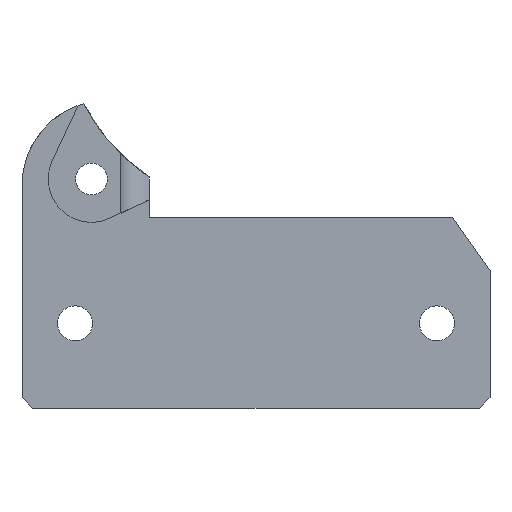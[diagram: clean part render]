
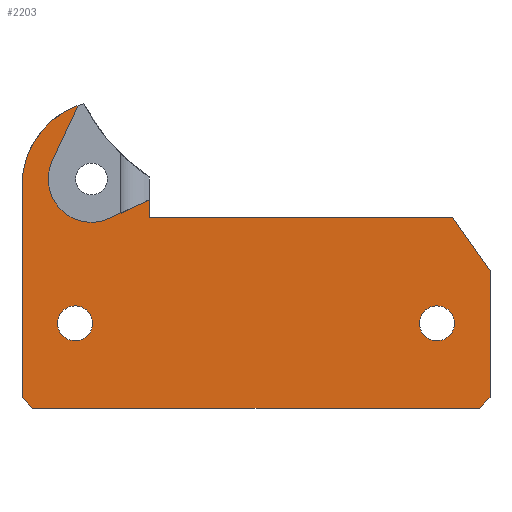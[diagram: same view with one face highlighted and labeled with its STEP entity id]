
A CAD part, front view. The second image highlights one B-rep face of the part: STEP entity #2203.
In plain terms, the highlighted planar face has unit normal (0, -1, 0).
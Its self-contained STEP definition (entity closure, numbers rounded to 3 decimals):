
#22=FACE_BOUND('',#366,.T.);
#23=FACE_BOUND('',#367,.T.);
#75=CIRCLE('',#2317,8.);
#78=CIRCLE('',#2323,0.3);
#80=CIRCLE('',#2329,4.08);
#85=CIRCLE('',#2340,1.65);
#86=CIRCLE('',#2341,1.65);
#149=PLANE('',#2339);
#246=FACE_OUTER_BOUND('',#365,.T.);
#365=EDGE_LOOP('',(#1731,#1732,#1733,#1734,#1735,#1736,#1737,#1738,#1739,
#1740,#1741,#1742,#1743));
#366=EDGE_LOOP('',(#1744));
#367=EDGE_LOOP('',(#1745));
#536=LINE('',#3518,#770);
#544=LINE('',#3544,#778);
#546=LINE('',#3548,#780);
#556=LINE('',#3579,#790);
#557=LINE('',#3581,#791);
#558=LINE('',#3583,#792);
#559=LINE('',#3585,#793);
#560=LINE('',#3587,#794);
#561=LINE('',#3589,#795);
#562=LINE('',#3590,#796);
#770=VECTOR('',#2602,10.);
#778=VECTOR('',#2624,10.);
#780=VECTOR('',#2628,10.);
#790=VECTOR('',#2662,10.);
#791=VECTOR('',#2663,10.);
#792=VECTOR('',#2664,10.);
#793=VECTOR('',#2665,10.);
#794=VECTOR('',#2666,10.);
#795=VECTOR('',#2667,10.);
#796=VECTOR('',#2668,10.);
#1024=VERTEX_POINT('',#3484);
#1025=VERTEX_POINT('',#3486);
#1039=VERTEX_POINT('',#3516);
#1044=VERTEX_POINT('',#3530);
#1049=VERTEX_POINT('',#3541);
#1050=VERTEX_POINT('',#3543);
#1051=VERTEX_POINT('',#3547);
#1060=VERTEX_POINT('',#3578);
#1061=VERTEX_POINT('',#3580);
#1062=VERTEX_POINT('',#3582);
#1063=VERTEX_POINT('',#3584);
#1064=VERTEX_POINT('',#3586);
#1065=VERTEX_POINT('',#3588);
#1066=VERTEX_POINT('',#3591);
#1067=VERTEX_POINT('',#3593);
#1273=EDGE_CURVE('',#1024,#1025,#75,.T.);
#1289=EDGE_CURVE('',#1024,#1039,#536,.T.);
#1295=EDGE_CURVE('',#1025,#1044,#78,.T.);
#1301=EDGE_CURVE('',#1050,#1049,#544,.T.);
#1303=EDGE_CURVE('',#1051,#1044,#546,.T.);
#1306=EDGE_CURVE('',#1049,#1051,#80,.T.);
#1319=EDGE_CURVE('',#1060,#1039,#556,.T.);
#1320=EDGE_CURVE('',#1060,#1061,#557,.T.);
#1321=EDGE_CURVE('',#1062,#1061,#558,.T.);
#1322=EDGE_CURVE('',#1062,#1063,#559,.T.);
#1323=EDGE_CURVE('',#1063,#1064,#560,.T.);
#1324=EDGE_CURVE('',#1064,#1065,#561,.T.);
#1325=EDGE_CURVE('',#1065,#1050,#562,.T.);
#1326=EDGE_CURVE('',#1066,#1066,#85,.T.);
#1327=EDGE_CURVE('',#1067,#1067,#86,.T.);
#1731=ORIENTED_EDGE('',*,*,#1273,.F.);
#1732=ORIENTED_EDGE('',*,*,#1289,.T.);
#1733=ORIENTED_EDGE('',*,*,#1319,.F.);
#1734=ORIENTED_EDGE('',*,*,#1320,.T.);
#1735=ORIENTED_EDGE('',*,*,#1321,.F.);
#1736=ORIENTED_EDGE('',*,*,#1322,.T.);
#1737=ORIENTED_EDGE('',*,*,#1323,.T.);
#1738=ORIENTED_EDGE('',*,*,#1324,.T.);
#1739=ORIENTED_EDGE('',*,*,#1325,.T.);
#1740=ORIENTED_EDGE('',*,*,#1301,.T.);
#1741=ORIENTED_EDGE('',*,*,#1306,.T.);
#1742=ORIENTED_EDGE('',*,*,#1303,.T.);
#1743=ORIENTED_EDGE('',*,*,#1295,.F.);
#1744=ORIENTED_EDGE('',*,*,#1326,.T.);
#1745=ORIENTED_EDGE('',*,*,#1327,.T.);
#2203=ADVANCED_FACE('',(#246,#22,#23),#149,.F.);
#2317=AXIS2_PLACEMENT_3D('',#3487,#2582,#2583);
#2323=AXIS2_PLACEMENT_3D('',#3531,#2613,#2614);
#2329=AXIS2_PLACEMENT_3D('',#3553,#2633,#2634);
#2339=AXIS2_PLACEMENT_3D('',#3577,#2660,#2661);
#2340=AXIS2_PLACEMENT_3D('',#3592,#2669,#2670);
#2341=AXIS2_PLACEMENT_3D('',#3594,#2671,#2672);
#2582=DIRECTION('center_axis',(0.,1.,0.));
#2583=DIRECTION('ref_axis',(-0.274,0.,0.962));
#2602=DIRECTION('',(0.,0.,-1.));
#2613=DIRECTION('center_axis',(0.,1.,0.));
#2614=DIRECTION('ref_axis',(0.844,0.,0.537));
#2624=DIRECTION('',(-0.906,0.,-0.424));
#2628=DIRECTION('',(0.424,0.,0.906));
#2633=DIRECTION('center_axis',(0.,1.,0.));
#2634=DIRECTION('ref_axis',(1.,0.,0.));
#2660=DIRECTION('center_axis',(0.,1.,0.));
#2661=DIRECTION('ref_axis',(1.,0.,0.));
#2662=DIRECTION('',(-0.707,0.,0.707));
#2663=DIRECTION('',(1.,0.,0.));
#2664=DIRECTION('',(-0.707,0.,-0.707));
#2665=DIRECTION('',(0.,0.,1.));
#2666=DIRECTION('',(-0.578,0.,0.816));
#2667=DIRECTION('',(-1.,0.,0.));
#2668=DIRECTION('',(0.,0.,1.));
#2669=DIRECTION('center_axis',(0.,1.,0.));
#2670=DIRECTION('ref_axis',(1.,0.,0.));
#2671=DIRECTION('center_axis',(0.,1.,0.));
#2672=DIRECTION('ref_axis',(1.,0.,0.));
#3484=CARTESIAN_POINT('',(-22.05,0.,21.003));
#3486=CARTESIAN_POINT('',(-16.868,0.,28.49));
#3487=CARTESIAN_POINT('Origin',(-14.05,0.,21.003));
#3516=CARTESIAN_POINT('',(-22.05,0.,1.));
#3518=CARTESIAN_POINT('',(-22.05,0.,13.));
#3530=CARTESIAN_POINT('',(-16.881,0.,28.269));
#3531=CARTESIAN_POINT('Origin',(-17.153,0.,28.396));
#3541=CARTESIAN_POINT('',(-13.769,0.,17.905));
#3543=CARTESIAN_POINT('',(-10.05,0.,19.648));
#3544=CARTESIAN_POINT('',(-8.455,0.,20.395));
#3547=CARTESIAN_POINT('',(-19.195,0.,23.331));
#3548=CARTESIAN_POINT('',(-20.7,0.,20.117));
#3553=CARTESIAN_POINT('Origin',(-15.5,0.,21.6));
#3577=CARTESIAN_POINT('Origin',(0.,0.,6.5));
#3578=CARTESIAN_POINT('',(-21.05,0.,0.));
#3579=CARTESIAN_POINT('',(-17.663,0.,-3.388));
#3580=CARTESIAN_POINT('',(21.05,0.,0.));
#3581=CARTESIAN_POINT('',(-22.05,0.,0.));
#3582=CARTESIAN_POINT('',(22.05,0.,1.));
#3583=CARTESIAN_POINT('',(17.663,0.,-3.388));
#3584=CARTESIAN_POINT('',(22.05,0.,13.));
#3585=CARTESIAN_POINT('',(22.05,0.,13.));
#3586=CARTESIAN_POINT('',(18.513,0.,18.));
#3587=CARTESIAN_POINT('',(14.577,0.,23.564));
#3588=CARTESIAN_POINT('',(-10.05,0.,18.));
#3589=CARTESIAN_POINT('',(22.05,0.,18.));
#3590=CARTESIAN_POINT('',(-10.05,0.,18.));
#3591=CARTESIAN_POINT('',(-18.7,0.,8.));
#3592=CARTESIAN_POINT('Origin',(-17.05,0.,8.));
#3593=CARTESIAN_POINT('',(15.4,0.,8.));
#3594=CARTESIAN_POINT('Origin',(17.05,0.,8.));
